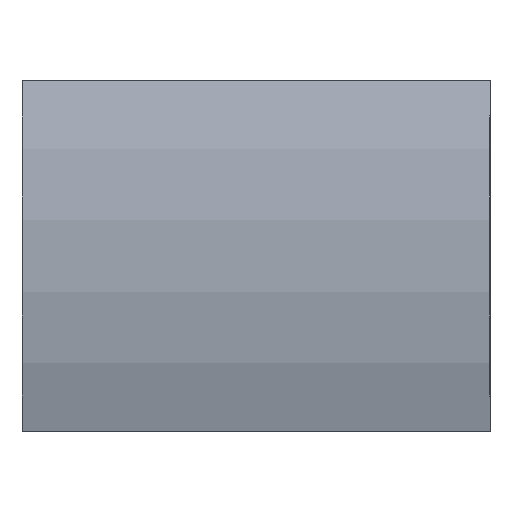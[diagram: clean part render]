
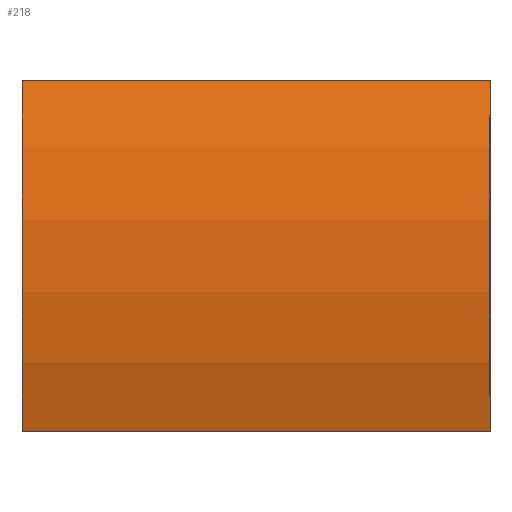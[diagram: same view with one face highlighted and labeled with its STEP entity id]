
A CAD part, front view. The second image highlights one B-rep face of the part: STEP entity #218.
In plain terms, the highlighted cylindrical face has radius 27.75 mm (diameter 55.5 mm), a partial arc.
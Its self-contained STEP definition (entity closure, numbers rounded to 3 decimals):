
#177=CARTESIAN_POINT('POINT38197',(-12.,-5.5,
   -9.));
#178=VERTEX_POINT('VERTEX38197',#177);
#179=CARTESIAN_POINT('POINT38198',(-12.,-5.5,
   9.));
#180=VERTEX_POINT('VERTEX38198',#179);
#181=CARTESIAN_POINT('POS63647',(-12.,20.75,
   0.));
#182=DIRECTION('DIR89794',(-1.,0.,
   0.));
#183=DIRECTION('DIR89795',(0.,-0.946
   ,-0.324));
#184=AXIS2_PLACEMENT_3D('AXIS26148',#181,#182,#183);
#185=CIRCLE('ELLIPSE9061',#184,27.75);
#186=EDGE_CURVE('EDGE58340',#178,#180,#185,.T.);
#187=ORIENTED_EDGE('COEDGE116823',*,*,#186,.F.);
#188=CARTESIAN_POINT('POINT38199',(12.,-5.5,
   -9.));
#189=VERTEX_POINT('VERTEX38199',#188);
#190=CARTESIAN_POINT('POS63648',(12.,-5.5,-9.));
#191=DIRECTION('DIR89796',(-1.,0.,
   0.));
#192=VECTOR('VEC37500',#191,25.4);
#193=LINE('STRAIGHT37500',#190,#192);
#194=EDGE_CURVE('EDGE58341',#189,#178,#193,.T.);
#195=ORIENTED_EDGE('COEDGE116824',*,*,#194,.F.);
#196=CARTESIAN_POINT('POINT38200',(12.,-5.5,
   9.));
#197=VERTEX_POINT('VERTEX38200',#196);
#198=CARTESIAN_POINT('POS63649',(12.,20.75,
   0.));
#199=DIRECTION('DIR89797',(1.,0.,
   0.));
#200=DIRECTION('DIR89798',(0.,-0.946
   ,-0.324));
#201=AXIS2_PLACEMENT_3D('AXIS26149',#198,#199,#200);
#202=CIRCLE('ELLIPSE9062',#201,27.75);
#203=EDGE_CURVE('EDGE58342',#197,#189,#202,.T.);
#204=ORIENTED_EDGE('COEDGE116825',*,*,#203,.F.);
#205=CARTESIAN_POINT('POS63650',(12.,-5.5,
   9.));
#206=DIRECTION('DIR89799',(1.,0.,
   0.));
#207=VECTOR('VEC37501',#206,25.4);
#208=LINE('STRAIGHT37501',#205,#207);
#209=EDGE_CURVE('EDGE58343',#180,#197,#208,.T.);
#210=ORIENTED_EDGE('COEDGE116826',*,*,#209,.F.);
#211=EDGE_LOOP('NONE',(#187,#195,#204,#210));
#212=FACE_BOUND('LOOP1',#211,.T.);
#213=CARTESIAN_POINT('POS63651',(12.,20.75,
   0.));
#214=DIRECTION('DIR89800',(-1.,0.,
   0.));
#215=DIRECTION('DIR89801',(0.,-0.946
   ,-0.324));
#216=AXIS2_PLACEMENT_3D('AXIS26150',#213,#214,#215);
#217=CYLINDRICAL_SURFACE('CONE_SURF4534',#216,27.75);
#218=ADVANCED_FACE('FACE22893',(#212),#217,.T.);
